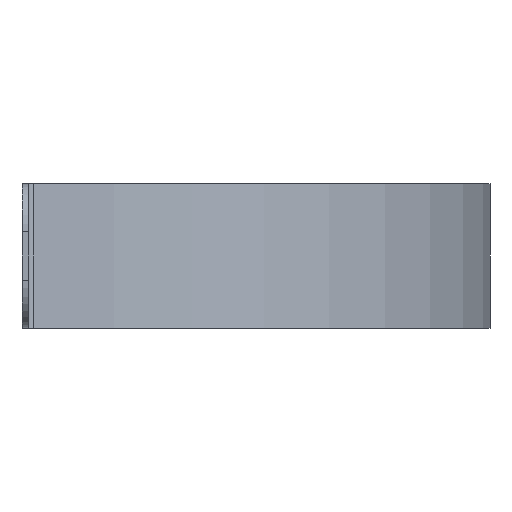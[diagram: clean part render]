
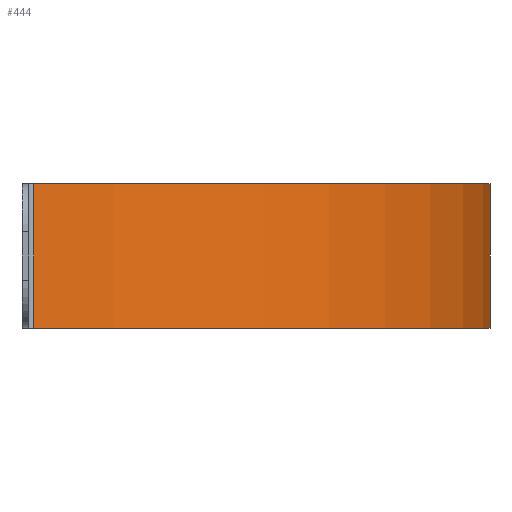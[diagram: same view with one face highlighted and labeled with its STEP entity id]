
A CAD part, left-side view. The second image highlights one B-rep face of the part: STEP entity #444.
In plain terms, the highlighted cylindrical face has radius 102.25 mm (diameter 204.5 mm), a partial arc.
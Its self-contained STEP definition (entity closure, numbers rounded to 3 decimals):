
#53=LINE('',#723,#89);
#60=LINE('',#748,#96);
#89=VECTOR('',#579,10.);
#96=VECTOR('',#610,10.);
#130=FACE_OUTER_BOUND('',#163,.T.);
#163=EDGE_LOOP('',(#380,#381,#382,#383));
#188=CIRCLE('',#486,102.25);
#193=CIRCLE('',#496,102.25);
#221=VERTEX_POINT('',#720);
#222=VERTEX_POINT('',#722);
#227=VERTEX_POINT('',#741);
#228=VERTEX_POINT('',#747);
#266=EDGE_CURVE('',#221,#222,#53,.T.);
#276=EDGE_CURVE('',#227,#222,#188,.T.);
#279=EDGE_CURVE('',#228,#227,#60,.T.);
#286=EDGE_CURVE('',#228,#221,#193,.T.);
#380=ORIENTED_EDGE('',*,*,#266,.F.);
#381=ORIENTED_EDGE('',*,*,#286,.F.);
#382=ORIENTED_EDGE('',*,*,#279,.T.);
#383=ORIENTED_EDGE('',*,*,#276,.T.);
#421=CYLINDRICAL_SURFACE('',#497,102.25);
#444=ADVANCED_FACE('',(#130),#421,.T.);
#486=AXIS2_PLACEMENT_3D('',#742,#601,#602);
#496=AXIS2_PLACEMENT_3D('',#760,#626,#627);
#497=AXIS2_PLACEMENT_3D('',#761,#628,#629);
#579=DIRECTION('',(0.,0.,-1.));
#601=DIRECTION('center_axis',(0.,0.,1.));
#602=DIRECTION('ref_axis',(-0.997,-0.072,0.));
#610=DIRECTION('',(0.,0.,-1.));
#626=DIRECTION('center_axis',(0.,0.,1.));
#627=DIRECTION('ref_axis',(-0.997,-0.072,0.));
#628=DIRECTION('center_axis',(0.,0.,1.));
#629=DIRECTION('ref_axis',(-0.997,-0.072,0.));
#720=CARTESIAN_POINT('',(101.981,-7.409,30.));
#722=CARTESIAN_POINT('',(101.981,-7.409,0.));
#723=CARTESIAN_POINT('',(101.981,-7.409,15.));
#741=CARTESIAN_POINT('',(-101.981,-7.409,0.));
#742=CARTESIAN_POINT('Origin',(0.,0.,
0.));
#747=CARTESIAN_POINT('',(-101.981,-7.409,30.));
#748=CARTESIAN_POINT('',(-101.981,-7.409,15.));
#760=CARTESIAN_POINT('Origin',(0.,0.,
30.));
#761=CARTESIAN_POINT('Origin',(0.,0.,
15.));
